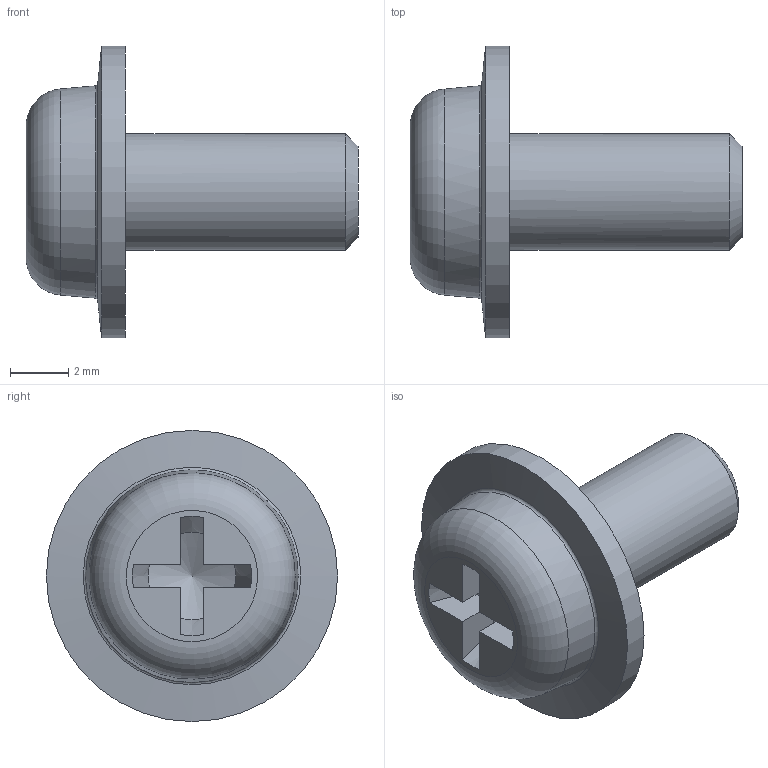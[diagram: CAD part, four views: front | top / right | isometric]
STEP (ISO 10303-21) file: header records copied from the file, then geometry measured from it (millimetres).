
FILE_DESCRIPTION(/* description */ ('','CAx-IF Rec.Pracs.---Representation and Presentation of Product Manufacturing Information (PMI)---4.0---2014-10-13'),/* implementation_level */ '2;1');
FILE_NAME(/* name */ 'Linsenflanschkopf (ecosyn-fix) M4x8 BN4825 (40-08-015).step',/* time_stamp */ '2025-01-03T09:25:48+01:00',/* author */ (''),/* organization */ (''),/* preprocessor_version */ 'ST-DEVELOPER v20',/* originating_system */ 'Autodesk Translation Framework v13.20.0.188',/* authorisation */ '');
FILE_SCHEMA (('AP242_MANAGED_MODEL_BASED_3D_ENGINEERING_MIM_LF { 1 0 10303 442 1 1 4 }'));
Length unit declared in the file: millimetre
Products named in the file (1): Linsenflanschkopf (ecosyn-fix) M4x8 BN4825 (40-08-015)
Bounding box: 11.4 x 10 x 10 mm (x, y, z)
Surface area: 347.3 mm2 (no closed solid volume)
Topology: 0 solids, 1 shells, 29 faces, 71 edges, 43 vertices
Faces by surface type: plane 14, cone 9, torus 3, cylinder 3
Full cylindrical faces by diameter (mm): 4 x1, 10 x1
Entity records: 873 total; most frequent: CARTESIAN_POINT 159, DIRECTION 157, ORIENTED_EDGE 137, EDGE_CURVE 70, AXIS2_PLACEMENT_3D 65, VERTEX_POINT 43, CIRCLE 35, EDGE_LOOP 30
